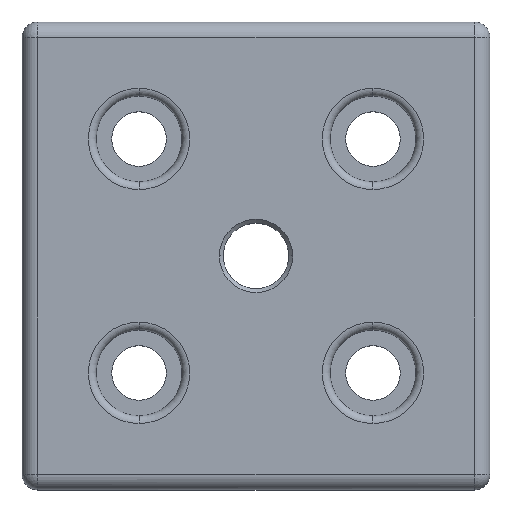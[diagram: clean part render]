
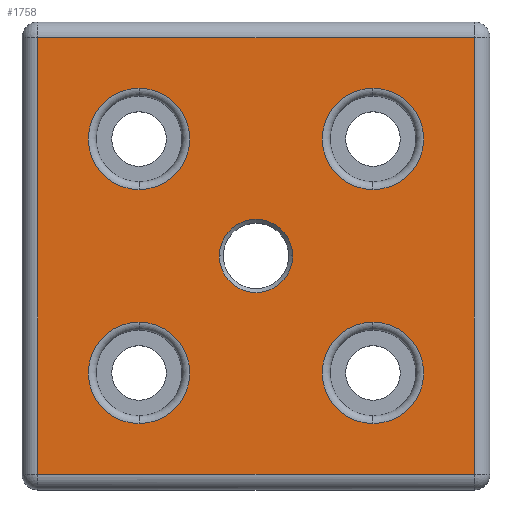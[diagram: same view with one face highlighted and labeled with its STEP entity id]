
A CAD part, top view. The second image highlights one B-rep face of the part: STEP entity #1758.
In plain terms, the highlighted planar face has unit normal (0, 0, 1).
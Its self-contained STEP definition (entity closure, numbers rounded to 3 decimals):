
#82 = CIRCLE ( 'NONE', #5056, 4.7 ) ;
#99 = LINE ( 'NONE', #521, #2074 ) ;
#414 = VERTEX_POINT ( 'NONE', #5140 ) ;
#437 = DIRECTION ( 'NONE',  ( 0., -1., 0. ) ) ;
#458 = CARTESIAN_POINT ( 'NONE',  ( -4.7, 0., 12. ) ) ;
#460 = CARTESIAN_POINT ( 'NONE',  ( 28., 30., 12. ) ) ;
#471 = EDGE_LOOP ( 'NONE', ( #2873, #5999, #1452, #5756 ) ) ;
#472 = DIRECTION ( 'NONE',  ( 1., 0., 0. ) ) ;
#493 = EDGE_CURVE ( 'NONE', #2640, #5232, #4680, .T. ) ;
#500 = DIRECTION ( 'NONE',  ( 0., 1., 0. ) ) ;
#516 = EDGE_LOOP ( 'NONE', ( #2950, #4660 ) ) ;
#521 = CARTESIAN_POINT ( 'NONE',  ( -28., 30., 12. ) ) ;
#547 = DIRECTION ( 'NONE',  ( 1., 0., 0. ) ) ;
#565 = DIRECTION ( 'NONE',  ( 0., 0., 1. ) ) ;
#571 = CARTESIAN_POINT ( 'NONE',  ( 0., 0., 12. ) ) ;
#587 = CARTESIAN_POINT ( 'NONE',  ( 30., -28., 12. ) ) ;
#594 = CARTESIAN_POINT ( 'NONE',  ( 30., 28., 12. ) ) ;
#598 = DIRECTION ( 'NONE',  ( 0., 1., 0. ) ) ;
#608 = DIRECTION ( 'NONE',  ( 0., 0., 1. ) ) ;
#618 = CARTESIAN_POINT ( 'NONE',  ( -15., 15., 12. ) ) ;
#629 = DIRECTION ( 'NONE',  ( -1., 0., 0. ) ) ;
#636 = ORIENTED_EDGE ( 'NONE', *, *, #2765, .F. ) ;
#643 = DIRECTION ( 'NONE',  ( 0., 1., 0. ) ) ;
#650 = DIRECTION ( 'NONE',  ( 0., 0., 1. ) ) ;
#664 = CARTESIAN_POINT ( 'NONE',  ( 15., 15., 12. ) ) ;
#698 = DIRECTION ( 'NONE',  ( 0., 1., 0. ) ) ;
#719 = DIRECTION ( 'NONE',  ( 0., 0., 1. ) ) ;
#729 = CARTESIAN_POINT ( 'NONE',  ( -15., -15., 12. ) ) ;
#792 = CARTESIAN_POINT ( 'NONE',  ( 15., -15., 12. ) ) ;
#868 = DIRECTION ( 'NONE',  ( 0., 1., 0. ) ) ;
#874 = DIRECTION ( 'NONE',  ( 0., 0., 1. ) ) ;
#881 = CARTESIAN_POINT ( 'NONE',  ( -15., -15., 12. ) ) ;
#899 = DIRECTION ( 'NONE',  ( 1., 0., 0. ) ) ;
#920 = DIRECTION ( 'NONE',  ( 0., 0., 1. ) ) ;
#923 = CARTESIAN_POINT ( 'NONE',  ( 0., 0., 12. ) ) ;
#1004 = ORIENTED_EDGE ( 'NONE', *, *, #3195, .F. ) ;
#1130 = LINE ( 'NONE', #587, #5913 ) ;
#1135 = DIRECTION ( 'NONE',  ( 0., 0., 1. ) ) ;
#1186 = FACE_BOUND ( 'NONE', #5769, .T. ) ;
#1193 = CARTESIAN_POINT ( 'NONE',  ( -28., -28., 12. ) ) ;
#1195 = FACE_BOUND ( 'NONE', #516, .T. ) ;
#1204 = AXIS2_PLACEMENT_3D ( 'NONE', #729, #1135, #2262 ) ;
#1418 = VERTEX_POINT ( 'NONE', #1756 ) ;
#1444 = ORIENTED_EDGE ( 'NONE', *, *, #5776, .F. ) ;
#1452 = ORIENTED_EDGE ( 'NONE', *, *, #2768, .F. ) ;
#1479 = ORIENTED_EDGE ( 'NONE', *, *, #2749, .F. ) ;
#1756 = CARTESIAN_POINT ( 'NONE',  ( -15., 21.5, 12. ) ) ;
#1758 = ADVANCED_FACE ( 'NONE', ( #5771, #1186, #5069, #4939, #4028, #1195 ), #2359, .F. ) ;
#1994 = VERTEX_POINT ( 'NONE', #3656 ) ;
#2033 = VERTEX_POINT ( 'NONE', #1193 ) ;
#2074 = VECTOR ( 'NONE', #500, 1000. ) ;
#2123 = DIRECTION ( 'NONE',  ( 0., 1., 0. ) ) ;
#2229 = DIRECTION ( 'NONE',  ( -1., 0., 0. ) ) ;
#2249 = CARTESIAN_POINT ( 'NONE',  ( 30., 30., 12. ) ) ;
#2262 = DIRECTION ( 'NONE',  ( 0., 1., 0. ) ) ;
#2305 = DIRECTION ( 'NONE',  ( 0., 0., 1. ) ) ;
#2307 = DIRECTION ( 'NONE',  ( 0., 0., -1. ) ) ;
#2314 = CARTESIAN_POINT ( 'NONE',  ( 15., -15., 12. ) ) ;
#2315 = ORIENTED_EDGE ( 'NONE', *, *, #4929, .F. ) ;
#2359 = PLANE ( 'NONE',  #3774 ) ;
#2527 = EDGE_LOOP ( 'NONE', ( #4810, #2315 ) ) ;
#2639 = VERTEX_POINT ( 'NONE', #3024 ) ;
#2640 = VERTEX_POINT ( 'NONE', #3332 ) ;
#2646 = CARTESIAN_POINT ( 'NONE',  ( -28., 28., 12. ) ) ;
#2743 = EDGE_CURVE ( 'NONE', #5692, #2787, #5381, .T. ) ;
#2749 = EDGE_CURVE ( 'NONE', #5232, #2640, #3082, .T. ) ;
#2752 = EDGE_CURVE ( 'NONE', #3249, #2639, #2994, .T. ) ;
#2755 = EDGE_CURVE ( 'NONE', #1994, #414, #5279, .T. ) ;
#2765 = EDGE_CURVE ( 'NONE', #1418, #4985, #3248, .T. ) ;
#2766 = EDGE_CURVE ( 'NONE', #2787, #5692, #82, .T. ) ;
#2768 = EDGE_CURVE ( 'NONE', #5582, #2033, #1130, .T. ) ;
#2774 = EDGE_CURVE ( 'NONE', #2033, #3717, #99, .T. ) ;
#2776 = EDGE_CURVE ( 'NONE', #3717, #5768, #5576, .T. ) ;
#2785 = EDGE_CURVE ( 'NONE', #5768, #5582, #5846, .T. ) ;
#2787 = VERTEX_POINT ( 'NONE', #458 ) ;
#2796 = EDGE_LOOP ( 'NONE', ( #4425, #1444 ) ) ;
#2873 = ORIENTED_EDGE ( 'NONE', *, *, #2776, .F. ) ;
#2897 = CARTESIAN_POINT ( 'NONE',  ( -15., 8.5, 12. ) ) ;
#2950 = ORIENTED_EDGE ( 'NONE', *, *, #2743, .F. ) ;
#2994 = CIRCLE ( 'NONE', #5115, 6.5 ) ;
#3024 = CARTESIAN_POINT ( 'NONE',  ( 15., -21.5, 12. ) ) ;
#3038 = CIRCLE ( 'NONE', #4486, 6.5 ) ;
#3082 = CIRCLE ( 'NONE', #5125, 6.5 ) ;
#3195 = EDGE_CURVE ( 'NONE', #4985, #1418, #5360, .T. ) ;
#3248 = CIRCLE ( 'NONE', #5074, 6.5 ) ;
#3249 = VERTEX_POINT ( 'NONE', #5691 ) ;
#3250 = EDGE_LOOP ( 'NONE', ( #1479, #3731 ) ) ;
#3332 = CARTESIAN_POINT ( 'NONE',  ( -15., -21.5, 12. ) ) ;
#3656 = CARTESIAN_POINT ( 'NONE',  ( 15., 21.5, 12. ) ) ;
#3717 = VERTEX_POINT ( 'NONE', #2646 ) ;
#3731 = ORIENTED_EDGE ( 'NONE', *, *, #493, .F. ) ;
#3774 = AXIS2_PLACEMENT_3D ( 'NONE', #2249, #2307, #2229 ) ;
#4028 = FACE_BOUND ( 'NONE', #3250, .T. ) ;
#4410 = VECTOR ( 'NONE', #472, 1000. ) ;
#4425 = ORIENTED_EDGE ( 'NONE', *, *, #2752, .F. ) ;
#4479 = AXIS2_PLACEMENT_3D ( 'NONE', #5672, #5648, #5620 ) ;
#4486 = AXIS2_PLACEMENT_3D ( 'NONE', #6188, #6184, #6180 ) ;
#4660 = ORIENTED_EDGE ( 'NONE', *, *, #2766, .F. ) ;
#4680 = CIRCLE ( 'NONE', #1204, 6.5 ) ;
#4683 = VECTOR ( 'NONE', #437, 1000. ) ;
#4810 = ORIENTED_EDGE ( 'NONE', *, *, #2755, .F. ) ;
#4876 = CIRCLE ( 'NONE', #4970, 6.5 ) ;
#4929 = EDGE_CURVE ( 'NONE', #414, #1994, #3038, .T. ) ;
#4939 = FACE_BOUND ( 'NONE', #2796, .T. ) ;
#4970 = AXIS2_PLACEMENT_3D ( 'NONE', #2314, #2305, #2123 ) ;
#4985 = VERTEX_POINT ( 'NONE', #2897 ) ;
#5056 = AXIS2_PLACEMENT_3D ( 'NONE', #571, #565, #547 ) ;
#5069 = FACE_BOUND ( 'NONE', #2527, .T. ) ;
#5074 = AXIS2_PLACEMENT_3D ( 'NONE', #618, #608, #598 ) ;
#5104 = AXIS2_PLACEMENT_3D ( 'NONE', #664, #650, #643 ) ;
#5115 = AXIS2_PLACEMENT_3D ( 'NONE', #792, #719, #698 ) ;
#5125 = AXIS2_PLACEMENT_3D ( 'NONE', #881, #874, #868 ) ;
#5127 = AXIS2_PLACEMENT_3D ( 'NONE', #923, #920, #899 ) ;
#5140 = CARTESIAN_POINT ( 'NONE',  ( 15., 8.5, 12. ) ) ;
#5232 = VERTEX_POINT ( 'NONE', #5954 ) ;
#5279 = CIRCLE ( 'NONE', #5104, 6.5 ) ;
#5332 = CARTESIAN_POINT ( 'NONE',  ( 28., 28., 12. ) ) ;
#5360 = CIRCLE ( 'NONE', #4479, 6.5 ) ;
#5381 = CIRCLE ( 'NONE', #5127, 4.7 ) ;
#5412 = CARTESIAN_POINT ( 'NONE',  ( 4.7, 0., 12. ) ) ;
#5576 = LINE ( 'NONE', #594, #4410 ) ;
#5582 = VERTEX_POINT ( 'NONE', #5713 ) ;
#5620 = DIRECTION ( 'NONE',  ( 0., 1., 0. ) ) ;
#5648 = DIRECTION ( 'NONE',  ( 0., 0., 1. ) ) ;
#5672 = CARTESIAN_POINT ( 'NONE',  ( -15., 15., 12. ) ) ;
#5691 = CARTESIAN_POINT ( 'NONE',  ( 15., -8.5, 12. ) ) ;
#5692 = VERTEX_POINT ( 'NONE', #5412 ) ;
#5713 = CARTESIAN_POINT ( 'NONE',  ( 28., -28., 12. ) ) ;
#5756 = ORIENTED_EDGE ( 'NONE', *, *, #2785, .F. ) ;
#5768 = VERTEX_POINT ( 'NONE', #5332 ) ;
#5769 = EDGE_LOOP ( 'NONE', ( #636, #1004 ) ) ;
#5771 = FACE_OUTER_BOUND ( 'NONE', #471, .T. ) ;
#5776 = EDGE_CURVE ( 'NONE', #2639, #3249, #4876, .T. ) ;
#5846 = LINE ( 'NONE', #460, #4683 ) ;
#5913 = VECTOR ( 'NONE', #629, 1000. ) ;
#5954 = CARTESIAN_POINT ( 'NONE',  ( -15., -8.5, 12. ) ) ;
#5999 = ORIENTED_EDGE ( 'NONE', *, *, #2774, .F. ) ;
#6180 = DIRECTION ( 'NONE',  ( 0., 1., 0. ) ) ;
#6184 = DIRECTION ( 'NONE',  ( 0., 0., 1. ) ) ;
#6188 = CARTESIAN_POINT ( 'NONE',  ( 15., 15., 12. ) ) ;
